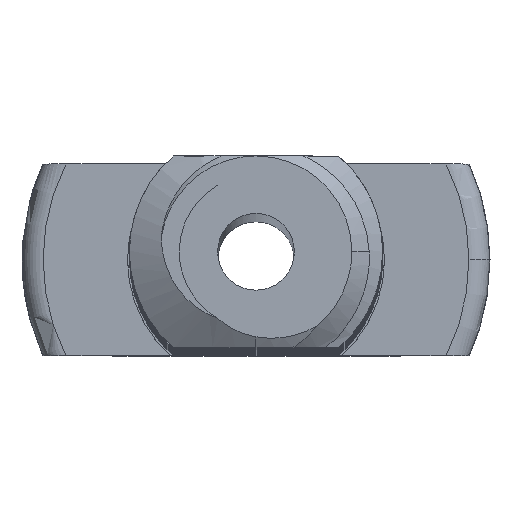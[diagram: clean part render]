
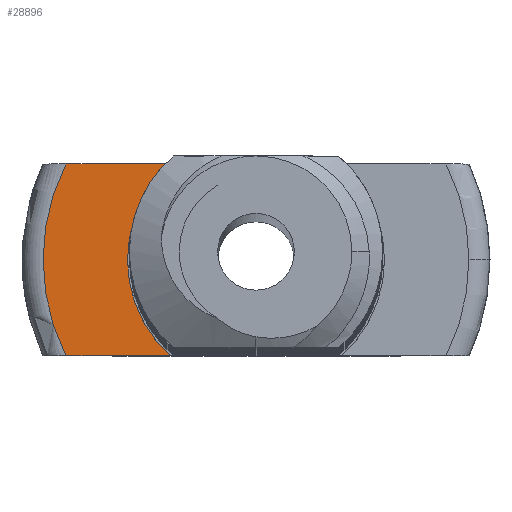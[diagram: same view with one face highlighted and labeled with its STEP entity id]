
A CAD part, top view. The second image highlights one B-rep face of the part: STEP entity #28896.
In plain terms, the highlighted planar face has unit normal (0, 0, 1).
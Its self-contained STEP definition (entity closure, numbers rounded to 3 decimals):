
#8509 = PLANE('',#8510);
#8510 = AXIS2_PLACEMENT_3D('',#8511,#8512,#8513);
#8511 = CARTESIAN_POINT('',(-12.5,-2.5,200.));
#8512 = DIRECTION('',(0.,1.,0.));
#8513 = DIRECTION('',(-1.,0.,0.));
#9298 = PLANE('',#9299);
#9299 = AXIS2_PLACEMENT_3D('',#9300,#9301,#9302);
#9300 = CARTESIAN_POINT('',(-12.5,2.5,200.));
#9301 = DIRECTION('',(0.,-1.,0.));
#9302 = DIRECTION('',(1.,0.,0.));
#11975 = VERTEX_POINT('',#11976);
#11976 = CARTESIAN_POINT('',(-2.23,-2.5,0.));
#11990 = CYLINDRICAL_SURFACE('',#11991,3.35);
#11991 = AXIS2_PLACEMENT_3D('',#11992,#11993,#11994);
#11992 = CARTESIAN_POINT('',(0.,0.,1.8)
  );
#11993 = DIRECTION('',(0.,0.,-1.));
#11994 = DIRECTION('',(1.,0.,0.));
#12002 = EDGE_CURVE('',#12003,#11975,#12005,.T.);
#12003 = VERTEX_POINT('',#12004);
#12004 = CARTESIAN_POINT('',(-4.955,-2.5,0.));
#12005 = SURFACE_CURVE('',#12006,(#12010,#12017),.PCURVE_S1.);
#12006 = LINE('',#12007,#12008);
#12007 = CARTESIAN_POINT('',(-6.25,-2.5,0.));
#12008 = VECTOR('',#12009,1.);
#12009 = DIRECTION('',(1.,0.,0.));
#12010 = PCURVE('',#8509,#12011);
#12011 = DEFINITIONAL_REPRESENTATION('',(#12012),#12016);
#12012 = LINE('',#12013,#12014);
#12013 = CARTESIAN_POINT('',(-6.25,-200.));
#12014 = VECTOR('',#12015,1.);
#12015 = DIRECTION('',(-1.,0.));
#12016 = ( GEOMETRIC_REPRESENTATION_CONTEXT(2) 
PARAMETRIC_REPRESENTATION_CONTEXT() REPRESENTATION_CONTEXT('2D SPACE',''
  ) );
#12017 = PCURVE('',#12018,#12023);
#12018 = PLANE('',#12019);
#12019 = AXIS2_PLACEMENT_3D('',#12020,#12021,#12022);
#12020 = CARTESIAN_POINT('',(0.,0.,
    0.));
#12021 = DIRECTION('',(0.,0.,-1.));
#12022 = DIRECTION('',(1.,0.,0.));
#12023 = DEFINITIONAL_REPRESENTATION('',(#12024),#12028);
#12024 = LINE('',#12025,#12026);
#12025 = CARTESIAN_POINT('',(-6.25,2.5));
#12026 = VECTOR('',#12027,1.);
#12027 = DIRECTION('',(1.,0.));
#12028 = ( GEOMETRIC_REPRESENTATION_CONTEXT(2) 
PARAMETRIC_REPRESENTATION_CONTEXT() REPRESENTATION_CONTEXT('2D SPACE',''
  ) );
#12084 = TOROIDAL_SURFACE('',#12085,5.55,0.55);
#12085 = AXIS2_PLACEMENT_3D('',#12086,#12087,#12088);
#12086 = CARTESIAN_POINT('',(0.,0.,-0.55
    ));
#12087 = DIRECTION('',(0.,0.,1.));
#12088 = DIRECTION('',(1.,0.,0.));
#25457 = VERTEX_POINT('',#25458);
#25458 = CARTESIAN_POINT('',(-2.23,2.5,0.));
#25479 = EDGE_CURVE('',#25480,#25457,#25482,.T.);
#25480 = VERTEX_POINT('',#25481);
#25481 = CARTESIAN_POINT('',(-4.955,2.5,0.));
#25482 = SURFACE_CURVE('',#25483,(#25487,#25494),.PCURVE_S1.);
#25483 = LINE('',#25484,#25485);
#25484 = CARTESIAN_POINT('',(-6.25,2.5,0.));
#25485 = VECTOR('',#25486,1.);
#25486 = DIRECTION('',(1.,0.,0.));
#25487 = PCURVE('',#9298,#25488);
#25488 = DEFINITIONAL_REPRESENTATION('',(#25489),#25493);
#25489 = LINE('',#25490,#25491);
#25490 = CARTESIAN_POINT('',(6.25,-200.));
#25491 = VECTOR('',#25492,1.);
#25492 = DIRECTION('',(1.,0.));
#25493 = ( GEOMETRIC_REPRESENTATION_CONTEXT(2) 
PARAMETRIC_REPRESENTATION_CONTEXT() REPRESENTATION_CONTEXT('2D SPACE',''
  ) );
#25494 = PCURVE('',#12018,#25495);
#25495 = DEFINITIONAL_REPRESENTATION('',(#25496),#25500);
#25496 = LINE('',#25497,#25498);
#25497 = CARTESIAN_POINT('',(-6.25,-2.5));
#25498 = VECTOR('',#25499,1.);
#25499 = DIRECTION('',(1.,0.));
#25500 = ( GEOMETRIC_REPRESENTATION_CONTEXT(2) 
PARAMETRIC_REPRESENTATION_CONTEXT() REPRESENTATION_CONTEXT('2D SPACE',''
  ) );
#28801 = EDGE_CURVE('',#11975,#25457,#28802,.T.);
#28802 = SURFACE_CURVE('',#28803,(#28808,#28815),.PCURVE_S1.);
#28803 = CIRCLE('',#28804,3.35);
#28804 = AXIS2_PLACEMENT_3D('',#28805,#28806,#28807);
#28805 = CARTESIAN_POINT('',(0.,0.,
    0.));
#28806 = DIRECTION('',(0.,0.,-1.));
#28807 = DIRECTION('',(1.,0.,0.));
#28808 = PCURVE('',#11990,#28809);
#28809 = DEFINITIONAL_REPRESENTATION('',(#28810),#28814);
#28810 = LINE('',#28811,#28812);
#28811 = CARTESIAN_POINT('',(0.,1.8));
#28812 = VECTOR('',#28813,1.);
#28813 = DIRECTION('',(1.,0.));
#28814 = ( GEOMETRIC_REPRESENTATION_CONTEXT(2) 
PARAMETRIC_REPRESENTATION_CONTEXT() REPRESENTATION_CONTEXT('2D SPACE',''
  ) );
#28815 = PCURVE('',#12018,#28816);
#28816 = DEFINITIONAL_REPRESENTATION('',(#28817),#28821);
#28817 = CIRCLE('',#28818,3.35);
#28818 = AXIS2_PLACEMENT_2D('',#28819,#28820);
#28819 = CARTESIAN_POINT('',(0.,0.));
#28820 = DIRECTION('',(1.,0.));
#28821 = ( GEOMETRIC_REPRESENTATION_CONTEXT(2) 
PARAMETRIC_REPRESENTATION_CONTEXT() REPRESENTATION_CONTEXT('2D SPACE',''
  ) );
#28896 = ADVANCED_FACE('',(#28897),#12018,.F.);
#28897 = FACE_BOUND('',#28898,.T.);
#28898 = EDGE_LOOP('',(#28899,#28900,#28901,#28902));
#28899 = ORIENTED_EDGE('',*,*,#12002,.T.);
#28900 = ORIENTED_EDGE('',*,*,#28801,.T.);
#28901 = ORIENTED_EDGE('',*,*,#25479,.F.);
#28902 = ORIENTED_EDGE('',*,*,#28903,.F.);
#28903 = EDGE_CURVE('',#12003,#25480,#28904,.T.);
#28904 = SURFACE_CURVE('',#28905,(#28910,#28917),.PCURVE_S1.);
#28905 = CIRCLE('',#28906,5.55);
#28906 = AXIS2_PLACEMENT_3D('',#28907,#28908,#28909);
#28907 = CARTESIAN_POINT('',(0.,0.,
    0.));
#28908 = DIRECTION('',(0.,0.,-1.));
#28909 = DIRECTION('',(1.,0.,0.));
#28910 = PCURVE('',#12018,#28911);
#28911 = DEFINITIONAL_REPRESENTATION('',(#28912),#28916);
#28912 = CIRCLE('',#28913,5.55);
#28913 = AXIS2_PLACEMENT_2D('',#28914,#28915);
#28914 = CARTESIAN_POINT('',(0.,0.));
#28915 = DIRECTION('',(1.,0.));
#28916 = ( GEOMETRIC_REPRESENTATION_CONTEXT(2) 
PARAMETRIC_REPRESENTATION_CONTEXT() REPRESENTATION_CONTEXT('2D SPACE',''
  ) );
#28917 = PCURVE('',#12084,#28918);
#28918 = DEFINITIONAL_REPRESENTATION('',(#28919),#28923);
#28919 = LINE('',#28920,#28921);
#28920 = CARTESIAN_POINT('',(0.,7.854));
#28921 = VECTOR('',#28922,1.);
#28922 = DIRECTION('',(-1.,0.));
#28923 = ( GEOMETRIC_REPRESENTATION_CONTEXT(2) 
PARAMETRIC_REPRESENTATION_CONTEXT() REPRESENTATION_CONTEXT('2D SPACE',''
  ) );
